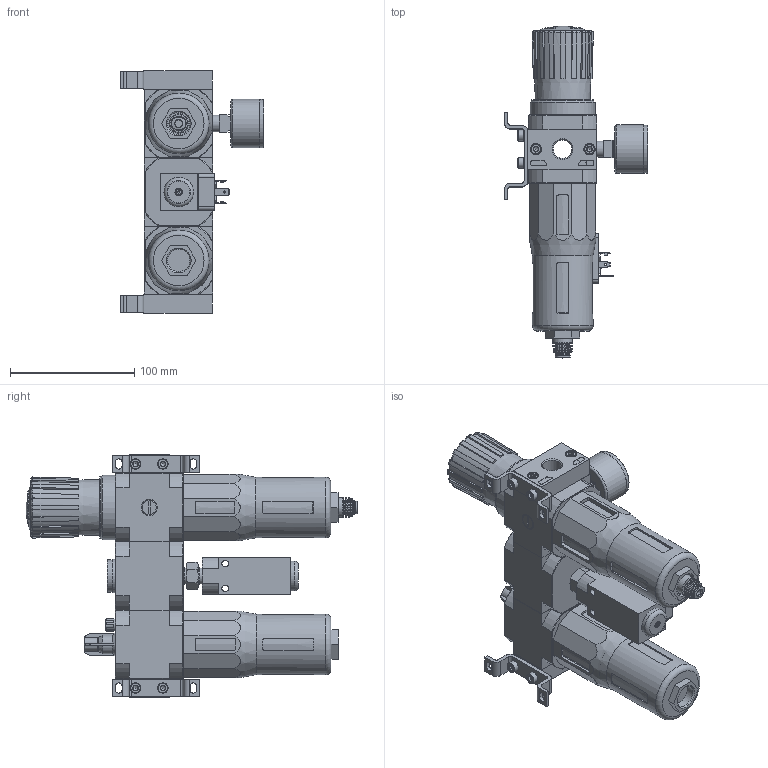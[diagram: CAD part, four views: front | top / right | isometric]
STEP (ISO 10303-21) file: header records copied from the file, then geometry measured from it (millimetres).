
FILE_DESCRIPTION(/* description */ ('STEP AP214'),/* implementation_level */ '2;1');
FILE_NAME(/* name */ '185810_FRC-3_8-D-MIDI-KB-A',/* time_stamp */ '2024-08-28T18:17:41+02:00',/* author */ ('License CC BY-ND 4.0'),/* organization */ ('CADENAS'),/* preprocessor_version */ 'ST-DEVELOPER v19.3',/* originating_system */ 'PARTsolutions',/* authorisation */ ' ');
FILE_SCHEMA (('AUTOMOTIVE_DESIGN {1 0 10303 214 3 1 1}'));
Length unit declared in the file: millimetre
Products named in the file (17): 185810 FRC-3/8-D-MIDI-KB-A; 380297 PBL-3/8-D-MIDI-L---(1) p1; DIN-912 - M5x18(F); 159593 HFOE-D-MIDI/MAXI-P1; DIN-912 - M5x10(F); 380299 PBL-3/8-D-MIDI-R---(0) p1; 120519 LFR-D-MIDI-A--(0); 8003639 PAGN-40-16-G14; 373846 LR-MIDI; 526489 MS4-LFR-V; 724702 FRM-...-D-MIDI; 151521 ESK-1/4-1/4; 175250 PEV-1/4-B-OD; DIN-908 G1/2A; 531774 OK-1/2; 351358 FRB-D-MIDI; 120536 LOE-D-MIDI
Assembly tree (26 placements, depth 2):
  185810 FRC-3/8-D-MIDI-KB-A
    380297 PBL-3/8-D-MIDI-L---(1) p1
    DIN-912 - M5x18(F)  x4
    159593 HFOE-D-MIDI/MAXI-P1  x2
    DIN-912 - M5x10(F)  x4
    380299 PBL-3/8-D-MIDI-R---(0) p1
    120519 LFR-D-MIDI-A--(0)
    8003639 PAGN-40-16-G14
    373846 LR-MIDI
    526489 MS4-LFR-V
    724702 FRM-...-D-MIDI
    151521 ESK-1/4-1/4
    175250 PEV-1/4-B-OD
    DIN-908 G1/2A
    531774 OK-1/2
    351358 FRB-D-MIDI  x4
    120536 LOE-D-MIDI
Bounding box: 115.35 x 266.72 x 195 mm (x, y, z)
Volume: 1188790.6 mm3; surface area: 217900.8 mm2
Topology: 26 solids, 27 shells, 1557 faces, 3836 edges, 2437 vertices
Faces by surface type: plane 864, cylinder 320, cone 267, torus 99, sphere 7
Full cylindrical faces by diameter (mm): 1.65 x4, 2.459 x1, 3.2 x1, 3.6 x1, 3.7 x4, 3.8 x1, 4.134 x12, 5 x13, 5.3 x6, 5.6 x1, 6 x5, 6.3 x1, 6.93 x1, 7 x4, 8.5 x8, 8.7 x1, 9.6 x1, 10 x1, 11 x2, 11.2 x1, 11.4 x1, 11.445 x4, 11.6 x1, 11.8 x1, 12.4 x1, 13.157 x2, 13.482 x2, 14.95 x2, 15.6 x1, 15.8 x1
Entity records: 46725 total; most frequent: CARTESIAN_POINT 8594, DIRECTION 6259, ORIENTED_EDGE 6186, EDGE_CURVE 3093, AXIS2_PLACEMENT_3D 2360, VERTEX_POINT 2132, FACE_BOUND 1741, EDGE_LOOP 1732
